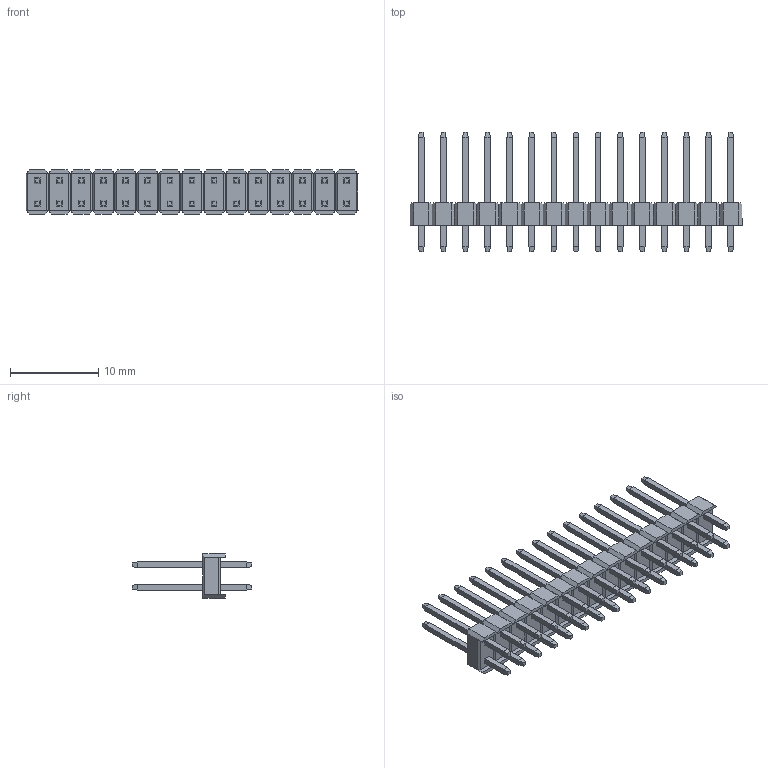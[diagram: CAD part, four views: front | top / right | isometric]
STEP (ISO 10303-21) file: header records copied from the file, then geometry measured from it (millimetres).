
FILE_DESCRIPTION (( 'STEP AP214' ), '1' );
FILE_NAME ('2x15 Male Pin Header.STEP', '2018-11-16T18:39:40', ( 'M.B.I.' ), ( '' ), 'SwSTEP 2.0', '', '' );
FILE_SCHEMA (( 'AUTOMOTIVE_DESIGN' ));
Length unit declared in the file: millimetre
Products named in the file (1): 2x15 Male Pin Header
Bounding box: 37.55 x 13.54 x 5 mm (x, y, z)
Volume: 514.2 mm3; surface area: 1823.3 mm2
Topology: 31 solids, 31 shells, 848 faces, 2084 edges, 1298 vertices
Faces by surface type: plane 848
Entity records: 24520 total; most frequent: CARTESIAN_POINT 4231, ORIENTED_EDGE 4168, DIRECTION 3782, VECTOR 2084, EDGE_CURVE 2084, LINE 2084, VERTEX_POINT 1298, EDGE_LOOP 908
